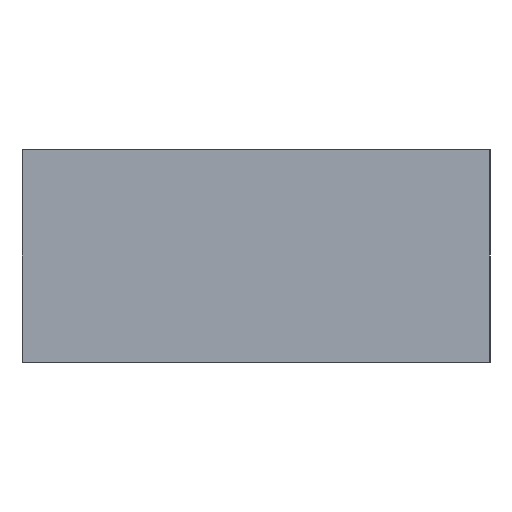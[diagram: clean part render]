
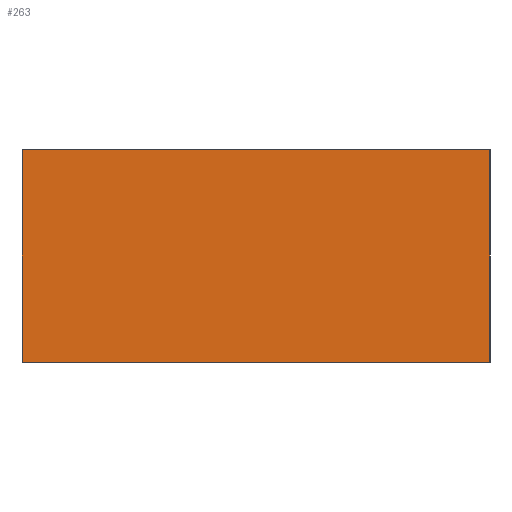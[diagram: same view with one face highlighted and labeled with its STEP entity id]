
A CAD part, left-side view. The second image highlights one B-rep face of the part: STEP entity #263.
In plain terms, the highlighted planar face has unit normal (-1, 0, 0).
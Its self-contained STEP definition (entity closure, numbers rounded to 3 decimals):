
#23=LINE('',#403,#35);
#27=LINE('',#426,#39);
#29=LINE('',#443,#41);
#31=LINE('',#446,#43);
#35=VECTOR('',#328,1000.);
#39=VECTOR('',#348,1000.);
#41=VECTOR('',#366,1000.);
#43=VECTOR('',#370,1000.);
#48=PLANE('',#306);
#84=ORIENTED_EDGE('',*,*,#122,.F.);
#85=ORIENTED_EDGE('',*,*,#131,.F.);
#86=ORIENTED_EDGE('',*,*,#111,.T.);
#87=ORIENTED_EDGE('',*,*,#133,.T.);
#111=EDGE_CURVE('',#137,#139,#23,.T.);
#122=EDGE_CURVE('',#150,#147,#27,.T.);
#131=EDGE_CURVE('',#137,#150,#29,.T.);
#133=EDGE_CURVE('',#139,#147,#31,.T.);
#137=VERTEX_POINT('',#398);
#139=VERTEX_POINT('',#402);
#147=VERTEX_POINT('',#420);
#150=VERTEX_POINT('',#425);
#196=EDGE_LOOP('',(#84,#85,#86,#87));
#234=FACE_BOUND('',#196,.T.);
#263=ADVANCED_FACE('',(#234),#48,.F.);
#306=AXIS2_PLACEMENT_3D('',#447,#371,#372);
#328=DIRECTION('',(0.,1.,0.));
#348=DIRECTION('',(0.,1.,0.));
#366=DIRECTION('',(0.,0.,-1.));
#370=DIRECTION('',(0.,0.,-1.));
#371=DIRECTION('',(1.,0.,0.));
#372=DIRECTION('',(0.,0.,1.));
#398=CARTESIAN_POINT('',(-49.295,0.,-1.878));
#402=CARTESIAN_POINT('',(-49.295,10.997,-1.878));
#403=CARTESIAN_POINT('',(-49.295,11.,-1.878));
#420=CARTESIAN_POINT('',(-49.295,10.997,-6.878));
#425=CARTESIAN_POINT('',(-49.295,0.,-6.878));
#426=CARTESIAN_POINT('',(-49.295,11.,-6.878));
#443=CARTESIAN_POINT('',(-49.295,0.,-2.878));
#446=CARTESIAN_POINT('',(-49.295,10.997,-2.878));
#447=CARTESIAN_POINT('',(-49.295,11.,-2.878));
